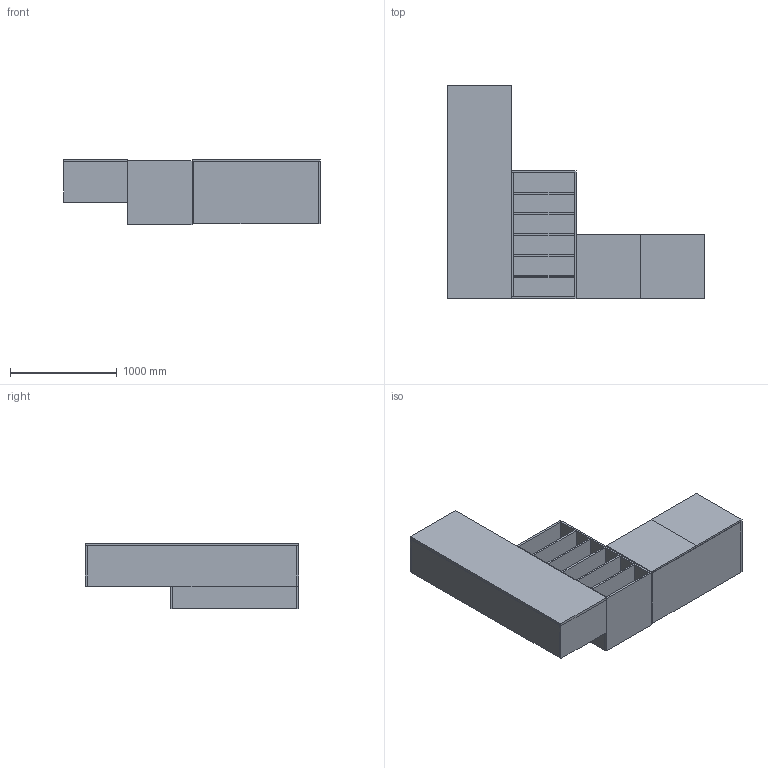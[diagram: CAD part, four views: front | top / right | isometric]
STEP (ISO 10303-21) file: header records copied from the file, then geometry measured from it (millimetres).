
FILE_DESCRIPTION(('Open CASCADE Model'),'2;1');
FILE_NAME('Open CASCADE Shape Model','2024-08-05T23:20:39',('Author'),( 'Open CASCADE'),'Open CASCADE STEP processor 7.7','Open CASCADE 7.7' ,'Unknown');
FILE_SCHEMA(('AUTOMOTIVE_DESIGN { 1 0 10303 214 1 1 1 1 }'));
Length unit declared in the file: millimetre
Products named in the file (71): Cabinet order - Working (1); Corpus 1; Top Panel; Top Panel_part; Bottom Panel; Bottom Panel_part; Left Side Panel; Left Side Panel_part; Right Side Panel; Right Side Panel_part; Back Panel; Back Panel_part; Drawer Front 1; Drawer Front 1_part; Corpus 2; Shelf 1; Shelf 1_part; Shelf 2; Shelf 2_part; Shelf 3; Shelf 3_part; Shelf 4; Shelf 4_part; Shelf 5; Shelf 5_part; Corpus 3; Double Door Left; Double Door Left_part; Double Door Right; Double Door Right_part; Shelf 6; Shelf 6_part; Shelf 7; Shelf 7_part; Shelf 8; Shelf 8_part; Shelf 9; Shelf 9_part; Shelf 10; Shelf 10_part
Assembly tree (70 placements, depth 5):
  Cabinet order - Working (1)
    Cabinet order - Working (1)
      Corpus 1
        Top Panel
          Top Panel_part
        Bottom Panel
          Bottom Panel_part
        Left Side Panel
          Left Side Panel_part
        Right Side Panel
          Right Side Panel_part
        Back Panel
          Back Panel_part
        Drawer Front 1
          Drawer Front 1_part
      Corpus 2
        Top Panel
          Top Panel_part
        Bottom Panel
          Bottom Panel_part
        Left Side Panel
          Left Side Panel_part
        Right Side Panel
          Right Side Panel_part
        Back Panel
          Back Panel_part
        Shelf 1
          Shelf 1_part
        Shelf 2
          Shelf 2_part
        Shelf 3
          Shelf 3_part
        Shelf 4
          Shelf 4_part
        Shelf 5
          Shelf 5_part
      Corpus 3
        Top Panel
          Top Panel_part
        Bottom Panel
          Bottom Panel_part
        Left Side Panel
          Left Side Panel_part
        Right Side Panel
          Right Side Panel_part
        Back Panel
          Back Panel_part
        Double Door Left
          Double Door Left_part
        Double Door Right
          Double Door Right_part
        Shelf 1
          Shelf 1_part
        Shelf 2
          Shelf 2_part
        Shelf 3
          Shelf 3_part
        Shelf 4
          Shelf 4_part
        Shelf 5
Bounding box: 2400 x 2000 x 612.5 mm (x, y, z)
Volume: 363992184 mm3; surface area: 39236976 mm2
Topology: 33 solids, 33 shells, 198 faces, 396 edges, 264 vertices
Faces by surface type: plane 198
Entity records: 11640 total; most frequent: DIRECTION 1726, CARTESIAN_POINT 1721, LINE 1188, VECTOR 1188, ORIENTED_EDGE 792, PCURVE 792, DEFINITIONAL_REPRESENTATION 792, EDGE_CURVE 396
